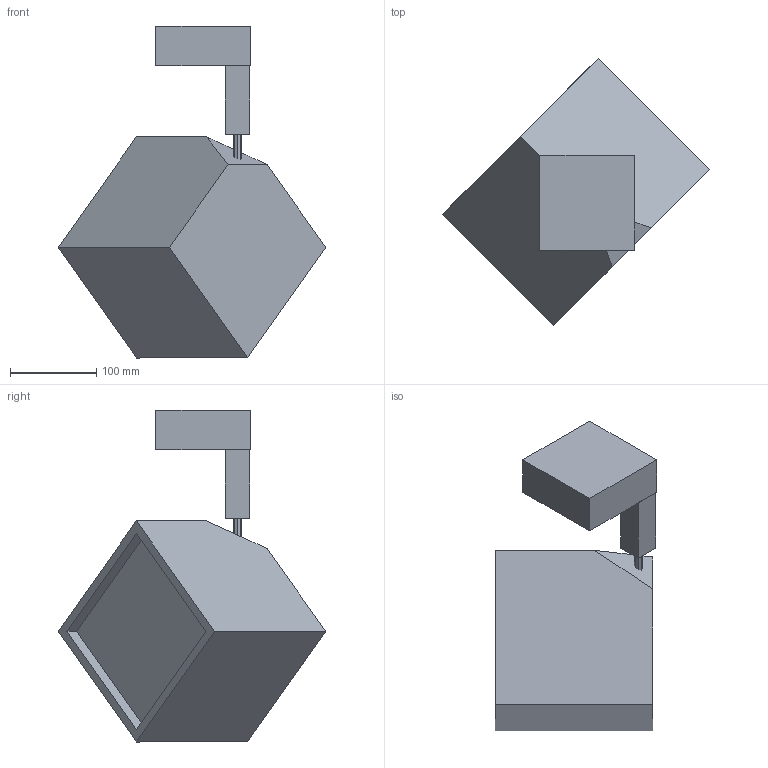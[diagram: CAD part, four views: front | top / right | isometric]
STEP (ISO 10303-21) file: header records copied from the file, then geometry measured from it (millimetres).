
FILE_DESCRIPTION(/* description */ (''),/* implementation_level */ '2;1');
FILE_NAME(/* name */ 'EPULO 18',/* time_stamp */ '2015-04-20T16:38:25+02:00',/* author */ (''),/* organization */ (''),/* preprocessor_version */ 'ST-DEVELOPER v10',/* originating_system */ '',/* authorisation */ '');
FILE_SCHEMA (('CONFIG_CONTROL_DESIGN'));
Length unit declared in the file: millimetre
Products named in the file (1): 1
Bounding box: 309.69 x 309.69 x 384.34 mm (x, y, z)
Volume: 6149153.3 mm3; surface area: 260565.6 mm2
Topology: 2 solids, 3 shells, 33 faces, 85 edges, 61 vertices
Faces by surface type: plane 32, bspline 1
Entity records: 992 total; most frequent: CARTESIAN_POINT 299, ORIENTED_EDGE 158, B_SPLINE_CURVE_WITH_KNOTS 85, EDGE_CURVE 83, VERTEX_POINT 58, DIRECTION 40, EDGE_LOOP 36, AXIS2_PLACEMENT_3D 36
